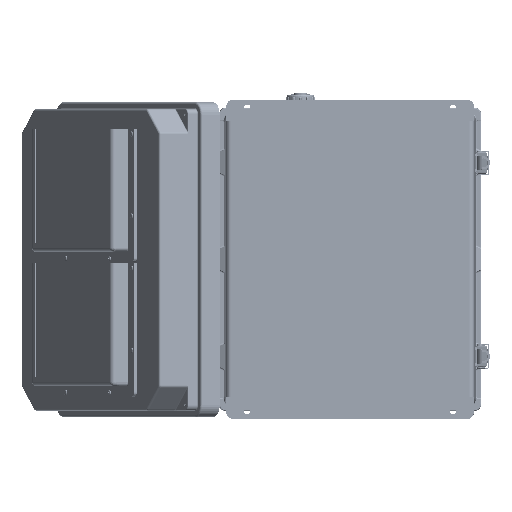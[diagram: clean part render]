
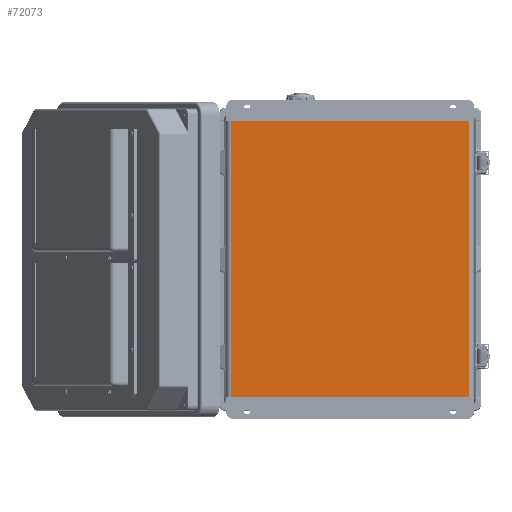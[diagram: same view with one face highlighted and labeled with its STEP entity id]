
A CAD part, front view. The second image highlights one B-rep face of the part: STEP entity #72073.
In plain terms, the highlighted planar face has unit normal (-0.001, -1, 0).
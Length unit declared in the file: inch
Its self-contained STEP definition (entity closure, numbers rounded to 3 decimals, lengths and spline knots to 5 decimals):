
#4052 = VECTOR ( 'NONE', #72576, 39.37008 ) ;
#17511 = EDGE_CURVE ( 'NONE', #68950, #67178, #129838, .T. ) ;
#37107 = CARTESIAN_POINT ( 'NONE',  ( 5.78771, 0.05906, -14.4685 ) ) ;
#38422 = CARTESIAN_POINT ( 'NONE',  ( 6.11811, 0.05906, -14.4685 ) ) ;
#43084 = VERTEX_POINT ( 'NONE', #86735 ) ;
#50206 = CARTESIAN_POINT ( 'NONE',  ( -5.78771, 0.05906, -1.04331 ) ) ;
#50293 = CARTESIAN_POINT ( 'NONE',  ( 6.11811, 0.05906, -1.04331 ) ) ;
#54307 = ORIENTED_EDGE ( 'NONE', *, *, #58026, .F. ) ;
#58026 = EDGE_CURVE ( 'NONE', #67178, #43084, #102717, .T. ) ;
#61717 = VERTEX_POINT ( 'NONE', #66359 ) ;
#62008 = DIRECTION ( 'NONE',  ( 0., 0., 1. ) ) ;
#66359 = CARTESIAN_POINT ( 'NONE',  ( 5.78771, 0.05906, -1.04331 ) ) ;
#67178 = VERTEX_POINT ( 'NONE', #127024 ) ;
#68950 = VERTEX_POINT ( 'NONE', #37107 ) ;
#72073 = ADVANCED_FACE ( 'NONE', ( #94336 ), #117256, .F. ) ;
#72576 = DIRECTION ( 'NONE',  ( 0., 0., 1. ) ) ;
#75157 = CARTESIAN_POINT ( 'NONE',  ( 5.78771, 0.05906, -1.04331 ) ) ;
#76974 = EDGE_CURVE ( 'NONE', #61717, #43084, #132876, .T. ) ;
#78452 = ORIENTED_EDGE ( 'NONE', *, *, #76974, .T. ) ;
#86735 = CARTESIAN_POINT ( 'NONE',  ( -5.78771, 0.05906, -1.04331 ) ) ;
#90303 = CARTESIAN_POINT ( 'NONE',  ( 6.11811, 0.05906, -1.04331 ) ) ;
#94336 = FACE_OUTER_BOUND ( 'NONE', #110951, .T. ) ;
#98832 = AXIS2_PLACEMENT_3D ( 'NONE', #50293, #128444, #62008 ) ;
#102666 = ORIENTED_EDGE ( 'NONE', *, *, #121379, .T. ) ;
#102717 = LINE ( 'NONE', #50206, #4052 ) ;
#110951 = EDGE_LOOP ( 'NONE', ( #54307, #133971, #102666, #78452 ) ) ;
#117256 = PLANE ( 'NONE',  #98832 ) ;
#121379 = EDGE_CURVE ( 'NONE', #68950, #61717, #125801, .T. ) ;
#123761 = DIRECTION ( 'NONE',  ( -1., 0., 0. ) ) ;
#125801 = LINE ( 'NONE', #75157, #126353 ) ;
#126353 = VECTOR ( 'NONE', #140798, 39.37008 ) ;
#127024 = CARTESIAN_POINT ( 'NONE',  ( -5.78771, 0.05906, -14.4685 ) ) ;
#128444 = DIRECTION ( 'NONE',  ( 0., 1., 0. ) ) ;
#129838 = LINE ( 'NONE', #38422, #130086 ) ;
#130086 = VECTOR ( 'NONE', #138610, 39.37008 ) ;
#132397 = VECTOR ( 'NONE', #123761, 39.37008 ) ;
#132876 = LINE ( 'NONE', #90303, #132397 ) ;
#133971 = ORIENTED_EDGE ( 'NONE', *, *, #17511, .F. ) ;
#138610 = DIRECTION ( 'NONE',  ( -1., 0., 0. ) ) ;
#140798 = DIRECTION ( 'NONE',  ( 0., 0., 1. ) ) ;
